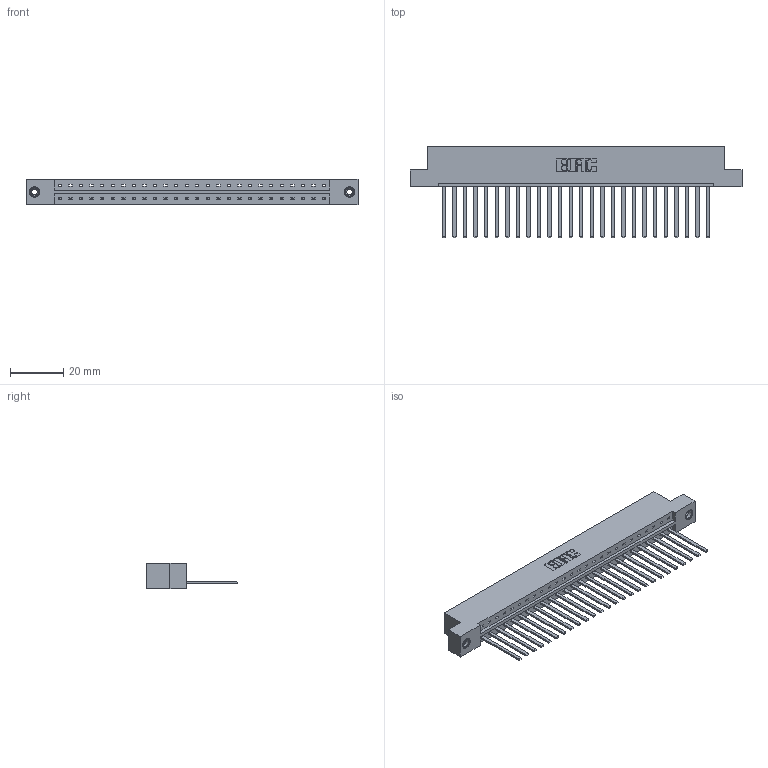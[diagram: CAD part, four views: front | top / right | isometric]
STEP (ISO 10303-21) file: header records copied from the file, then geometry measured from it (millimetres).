
FILE_DESCRIPTION (( 'STEP AP203' ), '1' );
FILE_NAME ('833-026-544-108.STEP', '2020-06-02T05:06:59', ( '' ), ( '' ), 'SwSTEP 2.0', 'SolidWorks 2020', '' );
FILE_SCHEMA (( 'CONFIG_CONTROL_DESIGN' ));
Length unit declared in the file: inch
Products named in the file (4): 833-026-544-108; 833 Part_Flush - .156 Dia - TI; 345-250-001_345-250-003-102; 345-292-001_345-293-144
Assembly tree (29 placements, depth 2):
  833-026-544-108
    833 Part_Flush - .156 Dia - TI
    345-292-001_345-293-144  x26
    345-250-001_345-250-003-102  x2
Bounding box: 124.56 x 34.3 x 9.4 mm (x, y, z)
Volume: 12691.4 mm3; surface area: 14632.1 mm2
Topology: 29 solids, 29 shells, 1526 faces, 4555 edges, 2994 vertices
Faces by surface type: plane 1090, cylinder 420, cone 12, torus 4
Entity records: 18966 total; most frequent: CARTESIAN_POINT 3255, ORIENTED_EDGE 3210, DIRECTION 2807, EDGE_CURVE 1605, VECTOR 1461, LINE 1461, VERTEX_POINT 1064, AXIS2_PLACEMENT_3D 673
